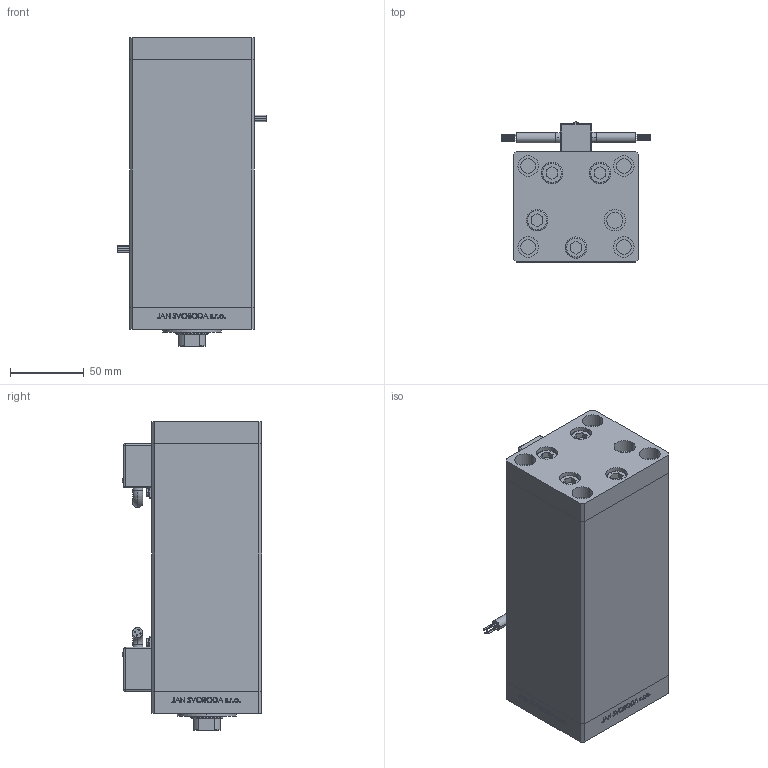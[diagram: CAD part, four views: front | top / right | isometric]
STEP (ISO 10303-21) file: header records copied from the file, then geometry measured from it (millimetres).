
FILE_DESCRIPTION (( 'STEP AP203' ), '1' );
FILE_NAME ('39d3.STEP', '2024-01-08T19:22:58', ( '' ), ( '' ), 'SwSTEP 2.0', 'SolidWorks 2019', '' );
FILE_SCHEMA (( 'CONFIG_CONTROL_DESIGN' ));
Length unit declared in the file: millimetre
Products named in the file (7): Magnetic_Switch_MSU4 821f39ca4ffd078fd02e1c8b415931ab; V220C_VC_C 821f39ca4ffd078fd02e1c8b415931ab; V220C BACK_C 821f39ca4ffd078fd02e1c8b415931ab; 39d3; ALLEN BOLT 821f39ca4ffd078fd02e1c8b415931ab; V220C FRONT 821f39ca4ffd078fd02e1c8b415931ab; V220C_C MIDDLE 821f39ca4ffd078fd02e1c8b415931ab
Assembly tree (15 placements, depth 2):
  39d3
    ALLEN BOLT 821f39ca4ffd078fd02e1c8b415931ab  x9
    V220C_C MIDDLE 821f39ca4ffd078fd02e1c8b415931ab
    V220C FRONT 821f39ca4ffd078fd02e1c8b415931ab
    Magnetic_Switch_MSU4 821f39ca4ffd078fd02e1c8b415931ab  x2
    V220C_VC_C 821f39ca4ffd078fd02e1c8b415931ab
    V220C BACK_C 821f39ca4ffd078fd02e1c8b415931ab
Bounding box: 101.6 x 95.1 x 210 mm (x, y, z)
Volume: 1083114.1 mm3; surface area: 205410.3 mm2
Topology: 15 solids, 17 shells, 1379 faces, 3357 edges, 2177 vertices
Faces by surface type: plane 624, bspline 380, cylinder 257, torus 48, cone 46, sphere 24
Entity records: 52297 total; most frequent: CARTESIAN_POINT 27127, ORIENTED_EDGE 5500, DIRECTION 3858, EDGE_CURVE 2750, VERTEX_POINT 1816, VECTOR 1572, LINE 1572, EDGE_LOOP 1296
